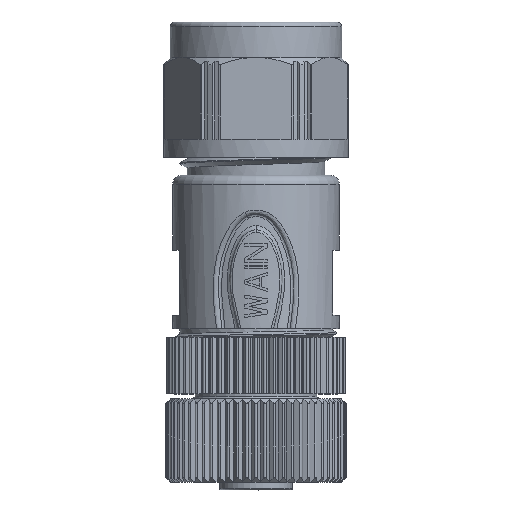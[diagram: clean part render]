
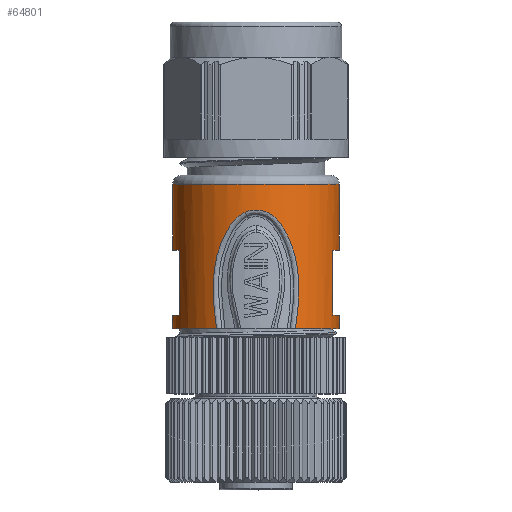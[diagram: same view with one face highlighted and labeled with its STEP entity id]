
A CAD part, top view. The second image highlights one B-rep face of the part: STEP entity #64801.
In plain terms, the highlighted cylindrical face has radius 9.25 mm (diameter 18.5 mm), a partial arc.
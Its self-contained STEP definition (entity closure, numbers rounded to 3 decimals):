
#14611=CARTESIAN_POINT('',(0.,23.8,0.));
#14612=DIRECTION('',(0.,-1.,0.));
#14613=DIRECTION('',(1.,0.,0.));
#14614=AXIS2_PLACEMENT_3D('',#14611,#14612,#14613);
#14616=CARTESIAN_POINT('',(0.,23.8,0.));
#14617=DIRECTION('',(0.,-1.,0.));
#14618=DIRECTION('',(1.,0.,0.007));
#14619=AXIS2_PLACEMENT_3D('',#14616,#14617,#14618);
#14626=DIRECTION('',(0.,1.,0.));
#14627=VECTOR('',#14626,7.2);
#14628=CARTESIAN_POINT('',(-8.5,9.3,3.649));
#14629=LINE('',#14628,#14627);
#14630=DIRECTION('',(0.,-1.,0.));
#14631=VECTOR('',#14630,7.3);
#14632=CARTESIAN_POINT('',(9.25,23.8,0.));
#14633=LINE('',#14632,#14631);
#14634=DIRECTION('',(0.,-1.,0.));
#14635=VECTOR('',#14634,7.2);
#14636=CARTESIAN_POINT('',(8.5,16.5,3.649));
#14637=LINE('',#14636,#14635);
#14638=DIRECTION('',(0.,-1.,0.));
#14639=VECTOR('',#14638,1.5);
#14640=CARTESIAN_POINT('',(9.25,9.3,0.));
#14641=LINE('',#14640,#14639);
#14642=CARTESIAN_POINT('',(-1.217,20.687,
9.17));
#14643=CARTESIAN_POINT('',(-1.312,20.644,
9.157));
#14644=CARTESIAN_POINT('',(-1.506,20.545,
9.128));
#14645=CARTESIAN_POINT('',(-1.8,20.351,
9.075));
#14646=CARTESIAN_POINT('',(-2.102,20.103,
9.01));
#14647=CARTESIAN_POINT('',(-2.413,19.792,
8.932));
#14648=CARTESIAN_POINT('',(-2.731,19.406,
8.84));
#14649=CARTESIAN_POINT('',(-3.054,18.934,
8.733));
#14650=CARTESIAN_POINT('',(-3.378,18.373,
8.614));
#14651=CARTESIAN_POINT('',(-3.706,17.708,
8.478));
#14652=CARTESIAN_POINT('',(-4.02,16.945,
8.333));
#14653=CARTESIAN_POINT('',(-4.276,16.152,
8.204));
#14654=CARTESIAN_POINT('',(-4.473,15.341,
8.098));
#14655=CARTESIAN_POINT('',(-4.619,14.472,
8.015));
#14656=CARTESIAN_POINT('',(-4.718,13.482,
7.956));
#14657=CARTESIAN_POINT('',(-4.76,12.337,
7.931));
#14658=CARTESIAN_POINT('',(-4.73,11.025,
7.949));
#14659=CARTESIAN_POINT('',(-4.614,9.531,
8.018));
#14660=CARTESIAN_POINT('',(-4.467,8.399,
8.1));
#14661=CARTESIAN_POINT('',(-4.374,7.8,
8.15));
#14740=CARTESIAN_POINT('',(0.,7.8,0.));
#14741=DIRECTION('',(0.,1.,0.));
#14742=DIRECTION('',(0.473,0.,0.881));
#14743=AXIS2_PLACEMENT_3D('',#14740,#14741,#14742);
#14839=CARTESIAN_POINT('',(0.,7.8,0.));
#14840=DIRECTION('',(0.,1.,0.));
#14841=DIRECTION('',(-1.,0.,0.));
#14842=AXIS2_PLACEMENT_3D('',#14839,#14840,#14841);
#14865=CARTESIAN_POINT('',(-1.217,20.687,
9.17));
#14866=CARTESIAN_POINT('',(-1.136,20.724,
9.18));
#14867=CARTESIAN_POINT('',(-0.966,20.792,
9.201));
#14868=CARTESIAN_POINT('',(-0.675,20.876,
9.227));
#14869=CARTESIAN_POINT('',(-0.36,20.928,
9.245));
#14870=CARTESIAN_POINT('',(-0.033,20.947,
9.252));
#14871=CARTESIAN_POINT('',(0.294,20.934,
9.247));
#14872=CARTESIAN_POINT('',(0.612,20.889,
9.231));
#14873=CARTESIAN_POINT('',(0.908,20.812,
9.207));
#14874=CARTESIAN_POINT('',(1.195,20.704,9.174));
#14875=CARTESIAN_POINT('',(1.485,20.558,9.132));
#14876=CARTESIAN_POINT('',(1.781,20.366,9.079));
#14877=CARTESIAN_POINT('',(2.084,20.122,9.014));
#14878=CARTESIAN_POINT('',(2.397,19.812,8.936));
#14879=CARTESIAN_POINT('',(2.718,19.425,8.844));
#14880=CARTESIAN_POINT('',(3.043,18.954,8.737));
#14881=CARTESIAN_POINT('',(3.369,18.391,8.617));
#14882=CARTESIAN_POINT('',(3.696,17.728,8.482));
#14883=CARTESIAN_POINT('',(4.016,16.949,8.335));
#14884=CARTESIAN_POINT('',(4.281,16.125,8.201));
#14885=CARTESIAN_POINT('',(4.481,15.295,8.093));
#14886=CARTESIAN_POINT('',(4.629,14.403,8.009));
#14887=CARTESIAN_POINT('',(4.726,13.411,7.952));
#14888=CARTESIAN_POINT('',(4.764,12.28,7.929));
#14889=CARTESIAN_POINT('',(4.729,10.98,7.95));
#14890=CARTESIAN_POINT('',(4.608,9.501,8.021));
#14891=CARTESIAN_POINT('',(4.464,8.388,8.102));
#14892=CARTESIAN_POINT('',(4.379,7.8,8.148));
#15577=DIRECTION('',(0.,-1.,0.));
#15578=VECTOR('',#15577,7.3);
#15579=CARTESIAN_POINT('',(-9.25,23.8,0.));
#15580=LINE('',#15579,#15578);
#15585=DIRECTION('',(0.,-1.,0.));
#15586=VECTOR('',#15585,1.5);
#15587=CARTESIAN_POINT('',(-9.25,9.3,0.));
#15588=LINE('',#15587,#15586);
#15623=CARTESIAN_POINT('',(0.,9.3,0.));
#15624=DIRECTION('',(0.,-1.,0.));
#15625=DIRECTION('',(1.,0.,0.));
#15626=AXIS2_PLACEMENT_3D('',#15623,#15624,#15625);
#15641=CARTESIAN_POINT('',(0.,16.5,0.));
#15642=DIRECTION('',(0.,1.,0.));
#15643=DIRECTION('',(0.919,0.,0.394));
#15644=AXIS2_PLACEMENT_3D('',#15641,#15642,#15643);
#15651=CARTESIAN_POINT('',(0.,16.5,0.));
#15652=DIRECTION('',(0.,1.,0.));
#15653=DIRECTION('',(-1.,0.,0.));
#15654=AXIS2_PLACEMENT_3D('',#15651,#15652,#15653);
#15669=CARTESIAN_POINT('',(0.,9.3,0.));
#15670=DIRECTION('',(0.,-1.,0.));
#15671=DIRECTION('',(-0.919,0.,0.394));
#15672=AXIS2_PLACEMENT_3D('',#15669,#15670,#15671);
#45040=CARTESIAN_POINT('',(-9.25,23.8,0.));
#45041=VERTEX_POINT('',#45040);
#45043=CARTESIAN_POINT('',(9.25,23.8,0.));
#45045=VERTEX_POINT('',#45043);
#45046=CARTESIAN_POINT('',(9.25,23.8,0.064));
#45047=VERTEX_POINT('',#45046);
#45048=CARTESIAN_POINT('',(-9.25,7.8,0.));
#45049=CARTESIAN_POINT('',(-4.374,7.8,8.15));
#45050=VERTEX_POINT('',#45048);
#45051=VERTEX_POINT('',#45049);
#45052=CARTESIAN_POINT('',(-9.25,9.3,0.));
#45053=VERTEX_POINT('',#45052);
#45054=CARTESIAN_POINT('',(-8.5,9.3,3.649));
#45055=VERTEX_POINT('',#45054);
#45056=CARTESIAN_POINT('',(-8.5,16.5,3.649));
#45057=VERTEX_POINT('',#45056);
#45058=CARTESIAN_POINT('',(-9.25,16.5,0.));
#45059=VERTEX_POINT('',#45058);
#45060=CARTESIAN_POINT('',(9.25,16.5,0.));
#45061=VERTEX_POINT('',#45060);
#45062=CARTESIAN_POINT('',(8.5,16.5,3.649));
#45063=VERTEX_POINT('',#45062);
#45064=CARTESIAN_POINT('',(8.5,9.3,3.649));
#45065=VERTEX_POINT('',#45064);
#45066=CARTESIAN_POINT('',(9.25,9.3,0.));
#45067=VERTEX_POINT('',#45066);
#45068=CARTESIAN_POINT('',(9.25,7.8,0.));
#45069=VERTEX_POINT('',#45068);
#45070=CARTESIAN_POINT('',(4.379,7.8,8.148));
#45071=VERTEX_POINT('',#45070);
#45072=VERTEX_POINT('',#14865);
#64764=CARTESIAN_POINT('',(0.,1.7,0.));
#64765=DIRECTION('',(0.,1.,0.));
#64766=DIRECTION('',(1.,0.,0.));
#64767=AXIS2_PLACEMENT_3D('',#64764,#64765,#64766);
#64768=CYLINDRICAL_SURFACE('',#64767,9.25);
#64770=ORIENTED_EDGE('',*,*,#64769,.F.);
#64772=ORIENTED_EDGE('',*,*,#64771,.F.);
#64774=ORIENTED_EDGE('',*,*,#64773,.F.);
#64776=ORIENTED_EDGE('',*,*,#64775,.T.);
#64778=ORIENTED_EDGE('',*,*,#64777,.F.);
#64780=ORIENTED_EDGE('',*,*,#64779,.F.);
#64781=ORIENTED_EDGE('',*,*,#64758,.F.);
#64782=ORIENTED_EDGE('',*,*,#64756,.F.);
#64784=ORIENTED_EDGE('',*,*,#64783,.T.);
#64786=ORIENTED_EDGE('',*,*,#64785,.F.);
#64788=ORIENTED_EDGE('',*,*,#64787,.T.);
#64790=ORIENTED_EDGE('',*,*,#64789,.F.);
#64792=ORIENTED_EDGE('',*,*,#64791,.T.);
#64794=ORIENTED_EDGE('',*,*,#64793,.F.);
#64796=ORIENTED_EDGE('',*,*,#64795,.F.);
#64798=ORIENTED_EDGE('',*,*,#64797,.T.);
#64799=EDGE_LOOP('',(#64770,#64772,#64774,#64776,#64778,#64780,#64781,#64782,
#64784,#64786,#64788,#64790,#64792,#64794,#64796,#64798));
#64800=FACE_OUTER_BOUND('',#64799,.F.);
#14615=CIRCLE('',#14614,9.25);
#14620=CIRCLE('',#14619,9.25);
#14662=B_SPLINE_CURVE_WITH_KNOTS('',3,(#14642,#14643,#14644,#14645,#14646,
#14647,#14648,#14649,#14650,#14651,#14652,#14653,#14654,#14655,#14656,#14657,
#14658,#14659,#14660,#14661),.UNSPECIFIED.,.F.,.F.,(4,1,1,1,1,1,1,1,1,1,1,1,1,1,
1,1,1,4),(0.,0.059,0.118,0.176,
0.235,0.294,0.353,0.412,
0.471,0.529,0.588,0.647,
0.706,0.765,0.824,0.882,
0.941,1.),.UNSPECIFIED.);
#14744=CIRCLE('',#14743,9.25);
#14843=CIRCLE('',#14842,9.25);
#14893=B_SPLINE_CURVE_WITH_KNOTS('',3,(#14865,#14866,#14867,#14868,#14869,
#14870,#14871,#14872,#14873,#14874,#14875,#14876,#14877,#14878,#14879,#14880,
#14881,#14882,#14883,#14884,#14885,#14886,#14887,#14888,#14889,#14890,#14891,
#14892),.UNSPECIFIED.,.F.,.F.,(4,1,1,1,1,1,1,1,1,1,1,1,1,1,1,1,1,1,1,1,1,1,1,1,
1,4),(0.,0.04,0.08,0.12,0.16,0.2,0.24,0.28,0.32,0.36,0.4,
0.44,0.48,0.52,0.56,0.6,0.64,0.68,0.72,0.76,0.8,0.84,
0.88,0.92,0.96,1.),.UNSPECIFIED.);
#15627=CIRCLE('',#15626,9.25);
#15645=CIRCLE('',#15644,9.25);
#15655=CIRCLE('',#15654,9.25);
#15673=CIRCLE('',#15672,9.25);
#64756=EDGE_CURVE('',#45045,#45047,#14615,.T.);
#64758=EDGE_CURVE('',#45047,#45041,#14620,.T.);
#64769=EDGE_CURVE('',#45050,#45051,#14843,.T.);
#64771=EDGE_CURVE('',#45053,#45050,#15588,.T.);
#64773=EDGE_CURVE('',#45055,#45053,#15673,.T.);
#64775=EDGE_CURVE('',#45055,#45057,#14629,.T.);
#64777=EDGE_CURVE('',#45059,#45057,#15655,.T.);
#64779=EDGE_CURVE('',#45041,#45059,#15580,.T.);
#64783=EDGE_CURVE('',#45045,#45061,#14633,.T.);
#64785=EDGE_CURVE('',#45063,#45061,#15645,.T.);
#64787=EDGE_CURVE('',#45063,#45065,#14637,.T.);
#64789=EDGE_CURVE('',#45067,#45065,#15627,.T.);
#64791=EDGE_CURVE('',#45067,#45069,#14641,.T.);
#64793=EDGE_CURVE('',#45071,#45069,#14744,.T.);
#64795=EDGE_CURVE('',#45072,#45071,#14893,.T.);
#64797=EDGE_CURVE('',#45072,#45051,#14662,.T.);
#64801=ADVANCED_FACE('',(#64800),#64768,.T.);
